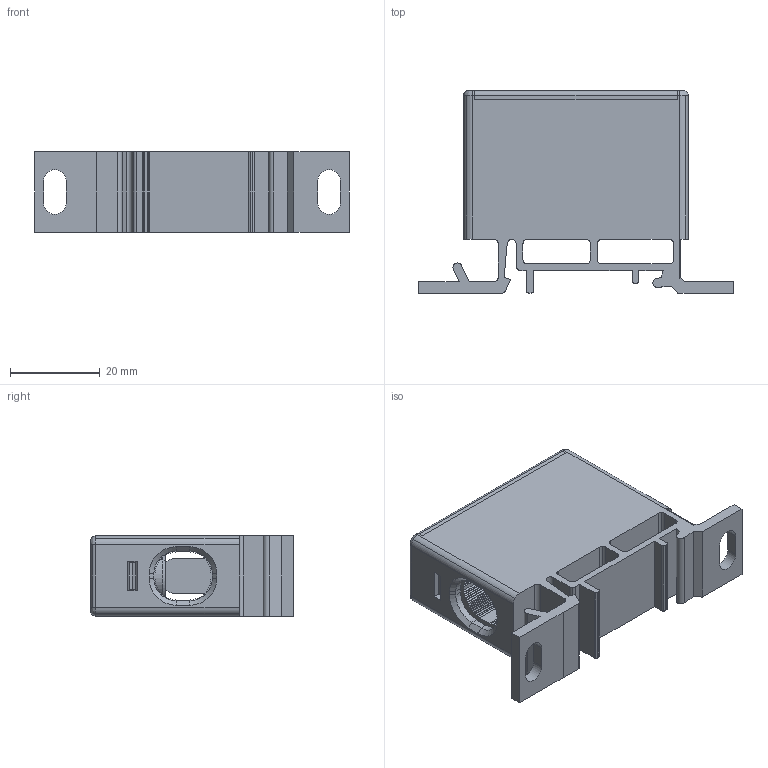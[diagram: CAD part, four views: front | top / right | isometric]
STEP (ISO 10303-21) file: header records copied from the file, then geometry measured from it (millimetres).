
FILE_DESCRIPTION((''),'2;1');
FILE_NAME('EDBS-50_ASM','2021-04-08T',('marketing.praksa'),('Audax d.o.o.'),'CREO PARAMETRIC BY PTC INC, 2017480','CREO PARAMETRIC BY PTC INC, 2017480','');
FILE_SCHEMA(('AUTOMOTIVE_DESIGN { 1 0 10303 214 1 1 1 1 }'));
Length unit declared in the file: millimetre
Products named in the file (6): ZP-50_00_01_OBUDOWA; DB-WKRET_M10X14_1_2_3; PRT0118; ZP-50_00_02; PRT9595; EDBS-50_ASM
Assembly tree (6 placements, depth 2):
  EDBS-50_ASM
    ZP-50_00_01_OBUDOWA
    DB-WKRET_M10X14_1_2_3  x2
    PRT0118
    ZP-50_00_02
    PRT9595
Bounding box: 70 x 45 x 17.8 mm (x, y, z)
Volume: 21589.6 mm3; surface area: 22213.6 mm2
Topology: 8 solids, 8 shells, 630 faces, 1788 edges, 1174 vertices
Faces by surface type: plane 451, cylinder 159, cone 12, bspline 8
Entity records: 30286 total; most frequent: CARTESIAN_POINT 4080, ORIENTED_EDGE 3520, DIRECTION 3180, PRESENTATION_STYLE_ASSIGNMENT 2384, STYLED_ITEM 2384, CURVE_STYLE 1760, EDGE_CURVE 1760, VECTOR 1266
